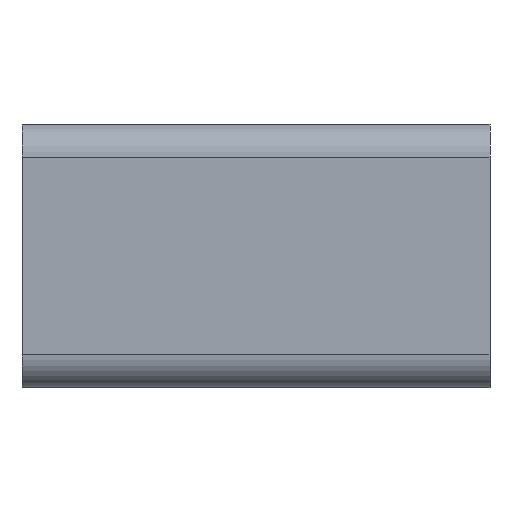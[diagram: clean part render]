
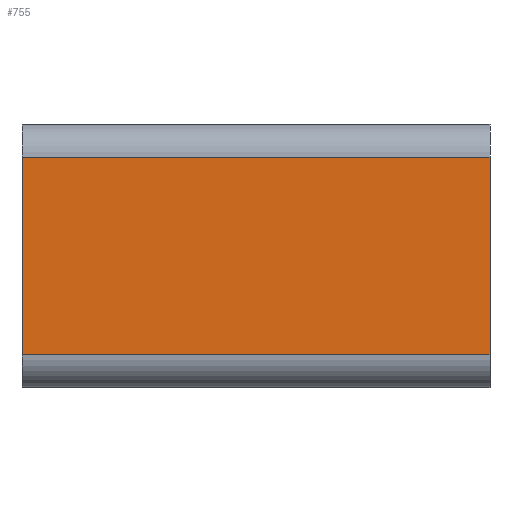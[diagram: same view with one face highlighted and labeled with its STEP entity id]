
A CAD part, front view. The second image highlights one B-rep face of the part: STEP entity #755.
In plain terms, the highlighted planar face has unit normal (0, -1, 0).
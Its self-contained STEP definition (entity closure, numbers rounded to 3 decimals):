
#47=PLANE('',#821);
#85=FACE_OUTER_BOUND('',#123,.T.);
#123=EDGE_LOOP('',(#676,#677,#678,#679));
#125=LINE('',#1017,#217);
#129=LINE('',#1026,#221);
#152=LINE('',#1084,#244);
#160=LINE('',#1099,#252);
#217=VECTOR('',#831,10.);
#221=VECTOR('',#839,10.);
#244=VECTOR('',#886,10.);
#252=VECTOR('',#898,10.);
#316=VERTEX_POINT('',#1010);
#319=VERTEX_POINT('',#1015);
#322=VERTEX_POINT('',#1025);
#344=VERTEX_POINT('',#1080);
#383=EDGE_CURVE('',#319,#316,#125,.T.);
#387=EDGE_CURVE('',#316,#322,#129,.T.);
#416=EDGE_CURVE('',#322,#344,#152,.T.);
#424=EDGE_CURVE('',#319,#344,#160,.T.);
#676=ORIENTED_EDGE('',*,*,#383,.F.);
#677=ORIENTED_EDGE('',*,*,#424,.T.);
#678=ORIENTED_EDGE('',*,*,#416,.F.);
#679=ORIENTED_EDGE('',*,*,#387,.F.);
#755=ADVANCED_FACE('',(#85),#47,.T.);
#821=AXIS2_PLACEMENT_3D('',#1210,#1006,#1007);
#831=DIRECTION('',(-1.,0.,0.));
#839=DIRECTION('',(0.,0.,1.));
#886=DIRECTION('',(1.,0.,0.));
#898=DIRECTION('',(0.,0.,1.));
#1006=DIRECTION('center_axis',(0.,-1.,0.));
#1007=DIRECTION('ref_axis',(1.,0.,0.));
#1010=CARTESIAN_POINT('',(-0.4,-0.8,0.056));
#1015=CARTESIAN_POINT('',(0.4,-0.8,0.056));
#1017=CARTESIAN_POINT('',(-0.2,-0.8,0.056));
#1025=CARTESIAN_POINT('',(-0.4,-0.8,0.394));
#1026=CARTESIAN_POINT('',(-0.4,-0.8,0.));
#1080=CARTESIAN_POINT('',(0.4,-0.8,0.394));
#1084=CARTESIAN_POINT('',(-0.2,-0.8,0.394));
#1099=CARTESIAN_POINT('',(0.4,-0.8,0.));
#1210=CARTESIAN_POINT('Origin',(-0.4,-0.8,0.));
